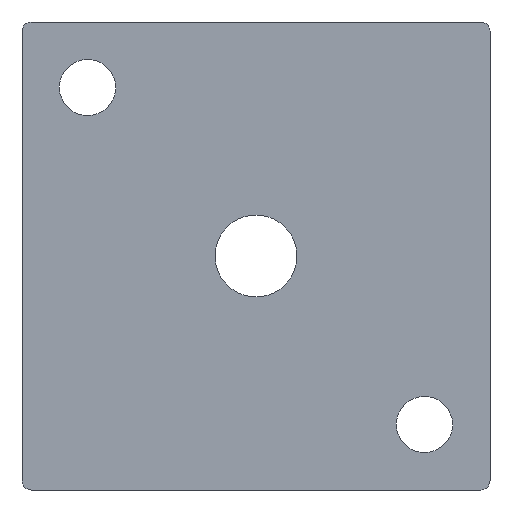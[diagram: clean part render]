
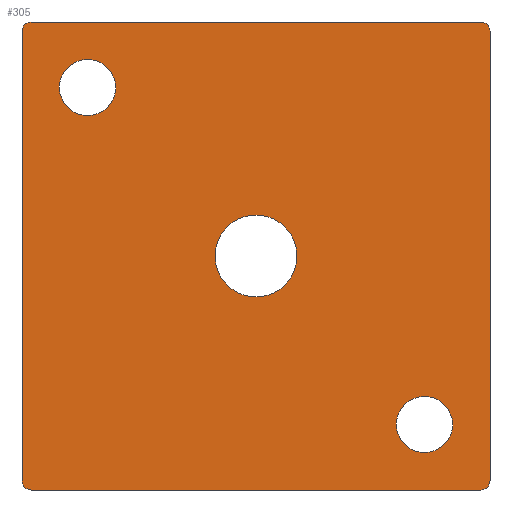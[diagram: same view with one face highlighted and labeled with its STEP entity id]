
A CAD part, front view. The second image highlights one B-rep face of the part: STEP entity #305.
In plain terms, the highlighted free-form (B-spline) face has degree [1, 1] with [2, 2] control points.
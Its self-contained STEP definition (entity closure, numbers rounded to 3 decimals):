
#22 = VERTEX_POINT('',#23);
#23 = CARTESIAN_POINT('',(-34.858,-7.746,
    29.048));
#41 = VERTEX_POINT('',#42);
#42 = CARTESIAN_POINT('',(-34.858,-7.746,
    40.667));
#47 = EDGE_CURVE('',#41,#22,#48,.T.);
#48 = ( BOUNDED_CURVE() B_SPLINE_CURVE(2,(#49,#50,#51,#52,#53),
.UNSPECIFIED.,.F.,.F.) B_SPLINE_CURVE_WITH_KNOTS((3,2,3),(3.142,
4.712,6.283),.PIECEWISE_BEZIER_KNOTS.) CURVE() 
GEOMETRIC_REPRESENTATION_ITEM() RATIONAL_B_SPLINE_CURVE((1.,
0.707,1.,0.707,1.)) REPRESENTATION_ITEM('') );
#49 = CARTESIAN_POINT('',(-34.858,-7.746,
    40.667));
#50 = CARTESIAN_POINT('',(-29.048,-7.746,
    40.667));
#51 = CARTESIAN_POINT('',(-29.048,-7.746,
    34.858));
#52 = CARTESIAN_POINT('',(-29.048,-7.746,
    29.048));
#53 = CARTESIAN_POINT('',(-34.858,-7.746,
    29.048));
#70 = VERTEX_POINT('',#71);
#71 = CARTESIAN_POINT('',(34.858,-7.746,
    -29.048));
#89 = VERTEX_POINT('',#90);
#90 = CARTESIAN_POINT('',(34.858,-7.746,
    -40.667));
#95 = EDGE_CURVE('',#89,#70,#96,.T.);
#96 = ( BOUNDED_CURVE() B_SPLINE_CURVE(2,(#97,#98,#99,#100,#101),
.UNSPECIFIED.,.F.,.F.) B_SPLINE_CURVE_WITH_KNOTS((3,2,3),(3.142,
4.712,6.283),.PIECEWISE_BEZIER_KNOTS.) CURVE() 
GEOMETRIC_REPRESENTATION_ITEM() RATIONAL_B_SPLINE_CURVE((1.,
0.707,1.,0.707,1.)) REPRESENTATION_ITEM('') );
#97 = CARTESIAN_POINT('',(34.858,-7.746,
    -40.667));
#98 = CARTESIAN_POINT('',(29.048,-7.746,
    -40.667));
#99 = CARTESIAN_POINT('',(29.048,-7.746,
    -34.858));
#100 = CARTESIAN_POINT('',(29.048,-7.746,
    -29.048));
#101 = CARTESIAN_POINT('',(34.858,-7.746,
    -29.048));
#118 = VERTEX_POINT('',#119);
#119 = CARTESIAN_POINT('',(0.,-7.746,8.472));
#137 = VERTEX_POINT('',#138);
#138 = CARTESIAN_POINT('',(0.,-7.746,
    -8.472));
#143 = EDGE_CURVE('',#137,#118,#144,.T.);
#144 = ( BOUNDED_CURVE() B_SPLINE_CURVE(2,(#145,#146,#147,#148,#149),
.UNSPECIFIED.,.F.,.F.) B_SPLINE_CURVE_WITH_KNOTS((3,2,3),(3.142,
4.712,6.283),.PIECEWISE_BEZIER_KNOTS.) CURVE() 
GEOMETRIC_REPRESENTATION_ITEM() RATIONAL_B_SPLINE_CURVE((1.,
0.707,1.,0.707,1.)) REPRESENTATION_ITEM('') );
#145 = CARTESIAN_POINT('',(0.,-7.746,
    -8.472));
#146 = CARTESIAN_POINT('',(-8.472,-7.746,
    -8.472));
#147 = CARTESIAN_POINT('',(-8.472,-7.746,
    0.));
#148 = CARTESIAN_POINT('',(-8.472,-7.746,
    8.472));
#149 = CARTESIAN_POINT('',(0.,-7.746,
    8.472));
#175 = VERTEX_POINT('',#176);
#176 = CARTESIAN_POINT('',(48.414,-7.746,
    46.477));
#181 = EDGE_CURVE('',#175,#182,#184,.T.);
#182 = VERTEX_POINT('',#183);
#183 = CARTESIAN_POINT('',(48.414,-7.746,
    -46.477));
#184 = B_SPLINE_CURVE_WITH_KNOTS('',1,(#185,#186),.UNSPECIFIED.,.F.,.F.,
  (2,2),(-98.,-2.),.PIECEWISE_BEZIER_KNOTS.);
#185 = CARTESIAN_POINT('',(48.414,-7.746,
    46.477));
#186 = CARTESIAN_POINT('',(48.414,-7.746,
    -46.477));
#201 = EDGE_CURVE('',#202,#204,#206,.T.);
#202 = VERTEX_POINT('',#203);
#203 = CARTESIAN_POINT('',(-46.477,-7.746,
    48.414));
#204 = VERTEX_POINT('',#205);
#205 = CARTESIAN_POINT('',(46.477,-7.746,
    48.414));
#206 = B_SPLINE_CURVE_WITH_KNOTS('',1,(#207,#208),.UNSPECIFIED.,.F.,.F.,
  (2,2),(2.,98.),.PIECEWISE_BEZIER_KNOTS.);
#207 = CARTESIAN_POINT('',(-46.477,-7.746,
    48.414));
#208 = CARTESIAN_POINT('',(46.477,-7.746,
    48.414));
#237 = EDGE_CURVE('',#238,#240,#242,.T.);
#238 = VERTEX_POINT('',#239);
#239 = CARTESIAN_POINT('',(-48.414,-7.746,
    -46.477));
#240 = VERTEX_POINT('',#241);
#241 = CARTESIAN_POINT('',(-48.414,-7.746,
    46.477));
#242 = B_SPLINE_CURVE_WITH_KNOTS('',1,(#243,#244),.UNSPECIFIED.,.F.,.F.,
  (2,2),(2.,98.),.PIECEWISE_BEZIER_KNOTS.);
#243 = CARTESIAN_POINT('',(-48.414,-7.746,
    -46.477));
#244 = CARTESIAN_POINT('',(-48.414,-7.746,
    46.477));
#273 = EDGE_CURVE('',#274,#276,#278,.T.);
#274 = VERTEX_POINT('',#275);
#275 = CARTESIAN_POINT('',(46.477,-7.746,
    -48.414));
#276 = VERTEX_POINT('',#277);
#277 = CARTESIAN_POINT('',(-46.477,-7.746,
    -48.414));
#278 = B_SPLINE_CURVE_WITH_KNOTS('',1,(#279,#280),.UNSPECIFIED.,.F.,.F.,
  (2,2),(-98.,-2.),.PIECEWISE_BEZIER_KNOTS.);
#279 = CARTESIAN_POINT('',(46.477,-7.746,
    -48.414));
#280 = CARTESIAN_POINT('',(-46.477,-7.746,
    -48.414));
#305 = ADVANCED_FACE('',(#306,#317,#328,#339),#369,.F.);
#306 = FACE_BOUND('',#307,.T.);
#307 = EDGE_LOOP('',(#308,#316));
#308 = ORIENTED_EDGE('',*,*,#309,.T.);
#309 = EDGE_CURVE('',#22,#41,#310,.T.);
#310 = ( BOUNDED_CURVE() B_SPLINE_CURVE(2,(#311,#312,#313,#314,#315),
.UNSPECIFIED.,.F.,.F.) B_SPLINE_CURVE_WITH_KNOTS((3,2,3),(0.,
1.571,3.142),.PIECEWISE_BEZIER_KNOTS.) CURVE() 
GEOMETRIC_REPRESENTATION_ITEM() RATIONAL_B_SPLINE_CURVE((1.,
0.707,1.,0.707,1.)) REPRESENTATION_ITEM('') );
#311 = CARTESIAN_POINT('',(-34.858,-7.746,
    29.048));
#312 = CARTESIAN_POINT('',(-40.667,-7.746,
    29.048));
#313 = CARTESIAN_POINT('',(-40.667,-7.746,
    34.858));
#314 = CARTESIAN_POINT('',(-40.667,-7.746,
    40.667));
#315 = CARTESIAN_POINT('',(-34.858,-7.746,
    40.667));
#316 = ORIENTED_EDGE('',*,*,#47,.T.);
#317 = FACE_BOUND('',#318,.T.);
#318 = EDGE_LOOP('',(#319,#327));
#319 = ORIENTED_EDGE('',*,*,#320,.T.);
#320 = EDGE_CURVE('',#70,#89,#321,.T.);
#321 = ( BOUNDED_CURVE() B_SPLINE_CURVE(2,(#322,#323,#324,#325,#326),
.UNSPECIFIED.,.F.,.F.) B_SPLINE_CURVE_WITH_KNOTS((3,2,3),(0.,
1.571,3.142),.PIECEWISE_BEZIER_KNOTS.) CURVE() 
GEOMETRIC_REPRESENTATION_ITEM() RATIONAL_B_SPLINE_CURVE((1.,
0.707,1.,0.707,1.)) REPRESENTATION_ITEM('') );
#322 = CARTESIAN_POINT('',(34.858,-7.746,
    -29.048));
#323 = CARTESIAN_POINT('',(40.667,-7.746,
    -29.048));
#324 = CARTESIAN_POINT('',(40.667,-7.746,
    -34.858));
#325 = CARTESIAN_POINT('',(40.667,-7.746,
    -40.667));
#326 = CARTESIAN_POINT('',(34.858,-7.746,
    -40.667));
#327 = ORIENTED_EDGE('',*,*,#95,.T.);
#328 = FACE_BOUND('',#329,.T.);
#329 = EDGE_LOOP('',(#330,#338));
#330 = ORIENTED_EDGE('',*,*,#331,.T.);
#331 = EDGE_CURVE('',#118,#137,#332,.T.);
#332 = ( BOUNDED_CURVE() B_SPLINE_CURVE(2,(#333,#334,#335,#336,#337),
.UNSPECIFIED.,.F.,.F.) B_SPLINE_CURVE_WITH_KNOTS((3,2,3),(0.,
1.571,3.142),.PIECEWISE_BEZIER_KNOTS.) CURVE() 
GEOMETRIC_REPRESENTATION_ITEM() RATIONAL_B_SPLINE_CURVE((1.,
0.707,1.,0.707,1.)) REPRESENTATION_ITEM('') );
#333 = CARTESIAN_POINT('',(0.,-7.746,8.472));
#334 = CARTESIAN_POINT('',(8.472,-7.746,8.472
    ));
#335 = CARTESIAN_POINT('',(8.472,-7.746,
    0.));
#336 = CARTESIAN_POINT('',(8.472,-7.746,
    -8.472));
#337 = CARTESIAN_POINT('',(0.,-7.746,
    -8.472));
#338 = ORIENTED_EDGE('',*,*,#143,.T.);
#339 = FACE_BOUND('',#340,.T.);
#340 = EDGE_LOOP('',(#341,#342,#348,#349,#355,#356,#362,#363));
#341 = ORIENTED_EDGE('',*,*,#181,.F.);
#342 = ORIENTED_EDGE('',*,*,#343,.T.);
#343 = EDGE_CURVE('',#175,#204,#344,.T.);
#344 = ( BOUNDED_CURVE() B_SPLINE_CURVE(2,(#345,#346,#347),
.UNSPECIFIED.,.F.,.F.) B_SPLINE_CURVE_WITH_KNOTS((3,3),(4.712,
6.283),.PIECEWISE_BEZIER_KNOTS.) CURVE() 
GEOMETRIC_REPRESENTATION_ITEM() RATIONAL_B_SPLINE_CURVE((1.,
0.707,1.)) REPRESENTATION_ITEM('') );
#345 = CARTESIAN_POINT('',(48.414,-7.746,
    46.477));
#346 = CARTESIAN_POINT('',(48.414,-7.746,
    48.414));
#347 = CARTESIAN_POINT('',(46.477,-7.746,
    48.414));
#348 = ORIENTED_EDGE('',*,*,#201,.F.);
#349 = ORIENTED_EDGE('',*,*,#350,.T.);
#350 = EDGE_CURVE('',#202,#240,#351,.T.);
#351 = ( BOUNDED_CURVE() B_SPLINE_CURVE(2,(#352,#353,#354),
.UNSPECIFIED.,.F.,.F.) B_SPLINE_CURVE_WITH_KNOTS((3,3),(0.,
1.571),.PIECEWISE_BEZIER_KNOTS.) CURVE() 
GEOMETRIC_REPRESENTATION_ITEM() RATIONAL_B_SPLINE_CURVE((1.,
0.707,1.)) REPRESENTATION_ITEM('') );
#352 = CARTESIAN_POINT('',(-46.477,-7.746,
    48.414));
#353 = CARTESIAN_POINT('',(-48.414,-7.746,
    48.414));
#354 = CARTESIAN_POINT('',(-48.414,-7.746,
    46.477));
#355 = ORIENTED_EDGE('',*,*,#237,.F.);
#356 = ORIENTED_EDGE('',*,*,#357,.T.);
#357 = EDGE_CURVE('',#238,#276,#358,.T.);
#358 = ( BOUNDED_CURVE() B_SPLINE_CURVE(2,(#359,#360,#361),
.UNSPECIFIED.,.F.,.F.) B_SPLINE_CURVE_WITH_KNOTS((3,3),(1.571,
3.142),.PIECEWISE_BEZIER_KNOTS.) CURVE() 
GEOMETRIC_REPRESENTATION_ITEM() RATIONAL_B_SPLINE_CURVE((1.,
0.707,1.)) REPRESENTATION_ITEM('') );
#359 = CARTESIAN_POINT('',(-48.414,-7.746,
    -46.477));
#360 = CARTESIAN_POINT('',(-48.414,-7.746,
    -48.414));
#361 = CARTESIAN_POINT('',(-46.477,-7.746,
    -48.414));
#362 = ORIENTED_EDGE('',*,*,#273,.F.);
#363 = ORIENTED_EDGE('',*,*,#364,.T.);
#364 = EDGE_CURVE('',#274,#182,#365,.T.);
#365 = ( BOUNDED_CURVE() B_SPLINE_CURVE(2,(#366,#367,#368),
.UNSPECIFIED.,.F.,.F.) B_SPLINE_CURVE_WITH_KNOTS((3,3),(3.142,
4.712),.PIECEWISE_BEZIER_KNOTS.) CURVE() 
GEOMETRIC_REPRESENTATION_ITEM() RATIONAL_B_SPLINE_CURVE((1.,
0.707,1.)) REPRESENTATION_ITEM('') );
#366 = CARTESIAN_POINT('',(46.477,-7.746,
    -48.414));
#367 = CARTESIAN_POINT('',(48.414,-7.746,
    -48.414));
#368 = CARTESIAN_POINT('',(48.414,-7.746,
    -46.477));
#369 = B_SPLINE_SURFACE_WITH_KNOTS('',1,1,(
    (#370,#371)
    ,(#372,#373
    )),.UNSPECIFIED.,.F.,.F.,.F.,(2,2),(2,2),(-50.,50.),(-50.,50.),
  .PIECEWISE_BEZIER_KNOTS.);
#370 = CARTESIAN_POINT('',(-48.414,-7.746,
    -48.414));
#371 = CARTESIAN_POINT('',(48.414,-7.746,
    -48.414));
#372 = CARTESIAN_POINT('',(-48.414,-7.746,
    48.414));
#373 = CARTESIAN_POINT('',(48.414,-7.746,
    48.414));
